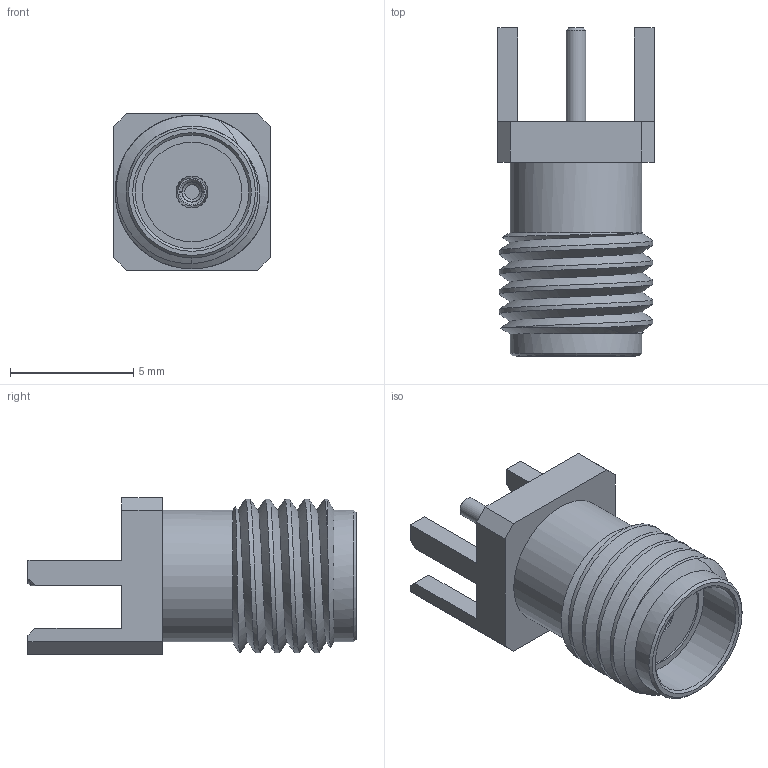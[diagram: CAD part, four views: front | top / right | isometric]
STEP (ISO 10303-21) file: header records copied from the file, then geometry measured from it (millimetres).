
FILE_DESCRIPTION(/* description */ (''),/* implementation_level */ '2;1');
FILE_NAME(/* name */ 'SMA v2.step',/* time_stamp */ '2019-08-19T09:37:09+02:00',/* author */ (''),/* organization */ (''),/* preprocessor_version */ 'ST-DEVELOPER v18',/* originating_system */ 'Autodesk Translation Framework v8.6.0.1094',/* authorisation */ '');
FILE_SCHEMA (('AUTOMOTIVE_DESIGN { 1 0 10303 214 3 1 1 }'));
Length unit declared in the file: millimetre
Products named in the file (2): SMA; SAMTEC_SMA-J-P-H-ST-EM2
Assembly tree (1 placements, depth 2):
  SMA
    SAMTEC_SMA-J-P-H-ST-EM2
Bounding box: 6.35 x 13.33 x 6.35 mm (x, y, z)
Volume: 239.3 mm3; surface area: 654 mm2
Topology: 3 solids, 3 shells, 80 faces, 215 edges, 143 vertices
Faces by surface type: plane 44, cone 17, cylinder 17, bspline 2
Full cylindrical faces by diameter (mm): 0.8 x1, 0.96 x1, 1.27 x2, 1.3 x1, 1.55 x1, 4.05 x2, 4.62 x1, 5.35 x2, 6.24 x4
Entity records: 3641 total; most frequent: CARTESIAN_POINT 1554, ORIENTED_EDGE 428, DIRECTION 421, EDGE_CURVE 214, AXIS2_PLACEMENT_3D 152, VERTEX_POINT 143, LINE 117, VECTOR 117
